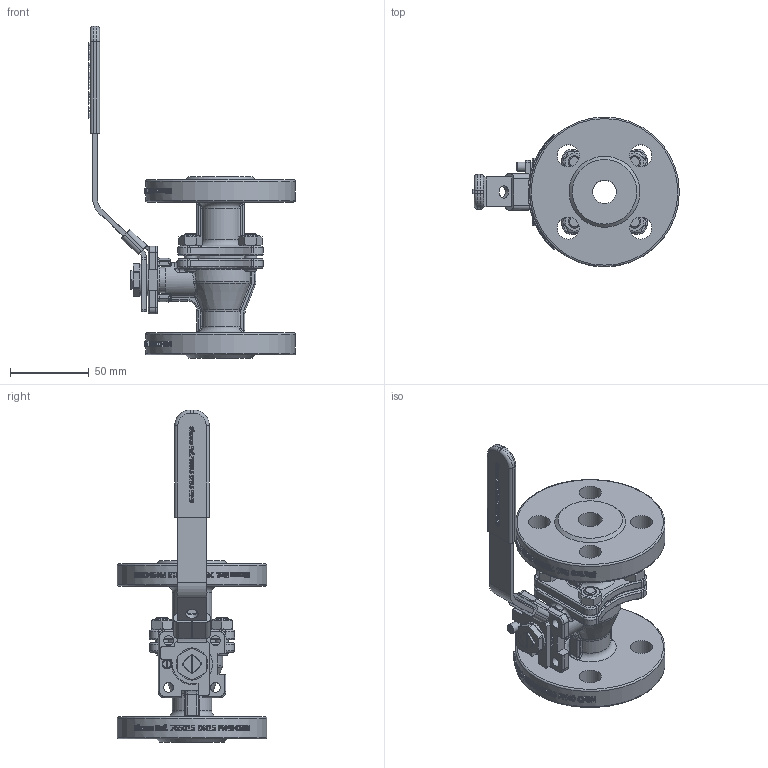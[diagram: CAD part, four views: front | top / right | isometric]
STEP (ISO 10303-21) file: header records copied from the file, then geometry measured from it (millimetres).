
FILE_DESCRIPTION(/* description */ ('765015'),/* implementation_level */ '2;1');
FILE_NAME(/* name */ '765015.stp',/* time_stamp */ '2017-02-09T14:01:30+01:00',/* author */ ('jmorand'),/* organization */ ('Sferaco'),/* preprocessor_version */ 'ST-DEVELOPER v16.5',/* originating_system */ 'Autodesk Inventor 2017',/* authorisation */ '');
FILE_SCHEMA (('AUTOMOTIVE_DESIGN { 1 0 10303 214 3 1 1 }'));
Products named in the file (1): 765015_bd
Bounding box: 131.2 x 95 x 210.7 mm (x, y, z)
Volume: 289964.2 mm3; surface area: 82470.7 mm2
Topology: 1 solids, 6 shells, 2044 faces, 5421 edges, 3515 vertices
Faces by surface type: plane 879, bspline 751, cylinder 305, torus 78, cone 23, sphere 8
Full cylindrical faces by diameter (mm): 4.134 x1, 6 x5, 8 x13, 8.5 x4, 12 x1, 12.5 x3, 14 x8, 15 x1, 16 x1, 20 x3, 22 x1, 26 x1, 40 x1, 95 x2
Entity records: 80477 total; most frequent: CARTESIAN_POINT 32429, ORIENTED_EDGE 10652, DIRECTION 7429, EDGE_CURVE 5325, VERTEX_POINT 3492, LINE 2683, VECTOR 2683, AXIS2_PLACEMENT_3D 2373
